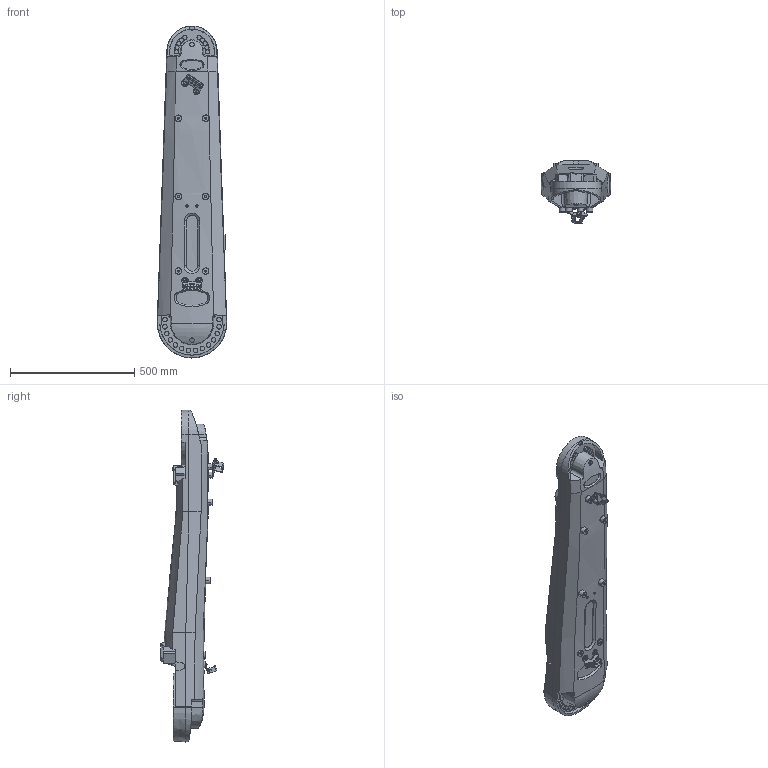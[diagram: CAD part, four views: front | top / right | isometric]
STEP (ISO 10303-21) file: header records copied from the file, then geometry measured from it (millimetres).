
FILE_DESCRIPTION (( 'STEP AP214' ), '1' );
FILE_NAME ('IRB4600_20kg-250_LINK2_CAD_rev04.STEP', '2016-12-06T10:23:51', ( 'ABB' ), ( 'ABB' ), 'SwSTEP 2.0', 'SolidWorks 2014', '' );
FILE_SCHEMA (( 'AUTOMOTIVE_DESIGN' ));
Length unit declared in the file: millimetre
Products named in the file (1): IRB4600_20kg-250_LINK2_CAD_rev04
Bounding box: 280 x 257.21 x 1336.5 mm (x, y, z)
Volume: 34314456.5 mm3; surface area: 1045933.3 mm2
Topology: 1 solids, 1 shells, 745 faces, 1875 edges, 1177 vertices
Faces by surface type: plane 337, cylinder 231, bspline 84, cone 79, torus 10, sphere 4
Entity records: 31399 total; most frequent: CARTESIAN_POINT 14062, ORIENTED_EDGE 3714, DIRECTION 3373, EDGE_CURVE 1857, AXIS2_PLACEMENT_3D 1208, VERTEX_POINT 1177, LINE 957, VECTOR 957
